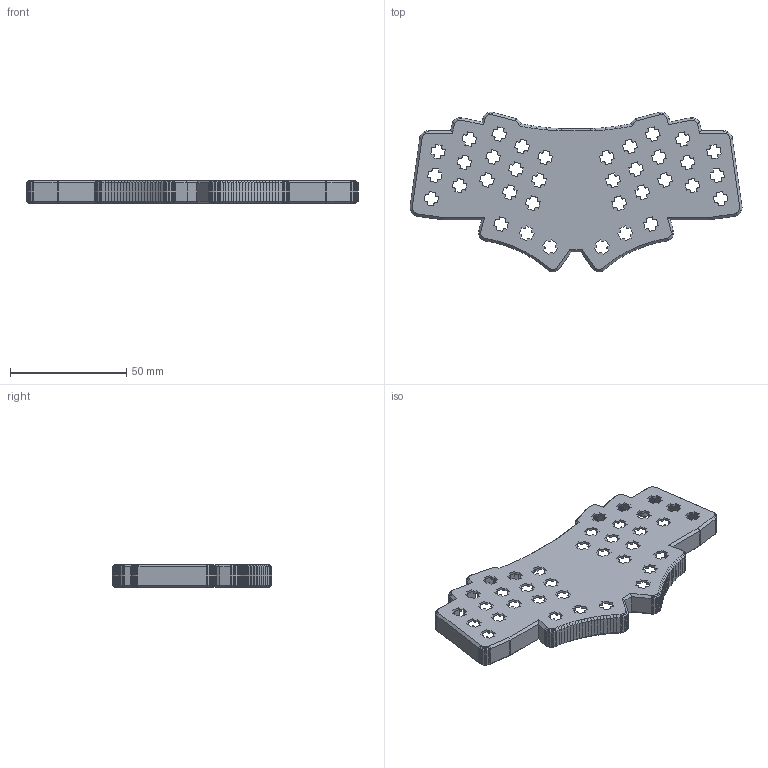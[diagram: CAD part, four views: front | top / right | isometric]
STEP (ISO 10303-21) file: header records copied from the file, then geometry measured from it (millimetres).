
FILE_DESCRIPTION(/* description */ (''),/* implementation_level */ '2;1');
FILE_NAME(/* name */ 'bw2-pocket - top.step',/* time_stamp */ '2025-05-26T00:40:47-04:00',/* author */ (''),/* organization */ (''),/* preprocessor_version */ 'ST-DEVELOPER v20.1',/* originating_system */ 'Autodesk Translation Framework v14.10.0.0',/* authorisation */ '');
FILE_SCHEMA (('AUTOMOTIVE_DESIGN { 1 0 10303 214 3 1 1 }'));
Length unit declared in the file: millimetre
Products named in the file (1): bw2-pocket
Bounding box: 142.63 x 68.53 x 9.8 mm (x, y, z)
Volume: 12942.4 mm3; surface area: 20353.1 mm2
Topology: 1 solids, 1 shells, 1512 faces, 4028 edges, 2537 vertices
Faces by surface type: plane 1341, cylinder 166, cone 5
Full cylindrical faces by diameter (mm): 1.8 x8, 3 x1, 4.2 x8, 7 x1
Entity records: 45926 total; most frequent: CARTESIAN_POINT 8078, ORIENTED_EDGE 8056, DIRECTION 7391, EDGE_CURVE 4028, LINE 3691, VECTOR 3691, VERTEX_POINT 2537, AXIS2_PLACEMENT_3D 1850
